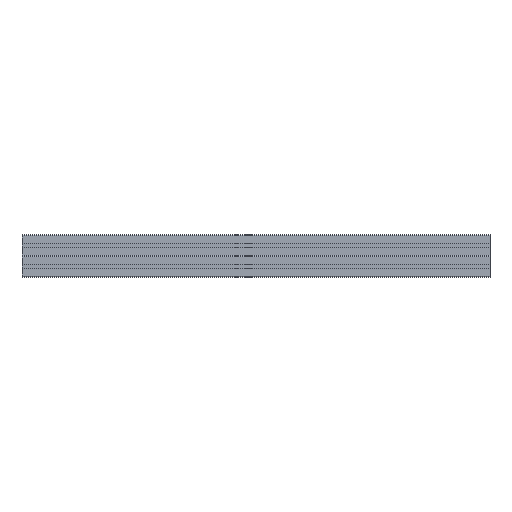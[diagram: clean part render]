
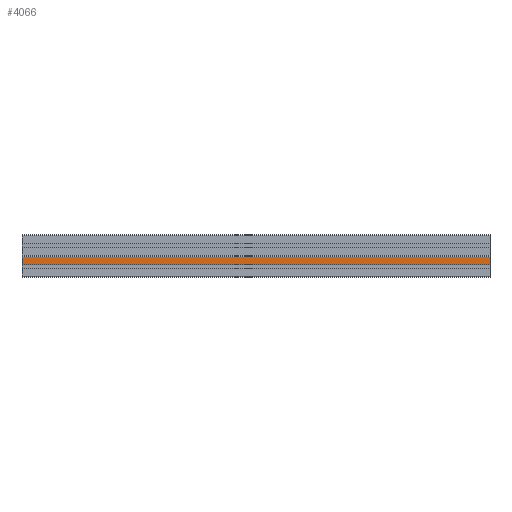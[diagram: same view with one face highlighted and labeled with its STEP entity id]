
A CAD part, front view. The second image highlights one B-rep face of the part: STEP entity #4066.
In plain terms, the highlighted planar face has unit normal (0, -1, 0).
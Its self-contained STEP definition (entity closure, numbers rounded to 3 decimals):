
#113=PLANE('',#4401);
#302=FACE_OUTER_BOUND('',#505,.T.);
#505=EDGE_LOOP('',(#3207,#3208,#3209,#3210));
#882=LINE('',#6514,#1327);
#883=LINE('',#6517,#1328);
#884=LINE('',#6519,#1329);
#885=LINE('',#6520,#1330);
#1327=VECTOR('',#5332,1.);
#1328=VECTOR('',#5335,1.);
#1329=VECTOR('',#5336,1.);
#1330=VECTOR('',#5337,1.);
#1918=VERTEX_POINT('',#6510);
#1919=VERTEX_POINT('',#6512);
#1920=VERTEX_POINT('',#6516);
#1921=VERTEX_POINT('',#6518);
#2462=EDGE_CURVE('',#1918,#1919,#882,.T.);
#2463=EDGE_CURVE('',#1920,#1918,#883,.T.);
#2464=EDGE_CURVE('',#1921,#1919,#884,.T.);
#2465=EDGE_CURVE('',#1920,#1921,#885,.T.);
#3207=ORIENTED_EDGE('',*,*,#2463,.T.);
#3208=ORIENTED_EDGE('',*,*,#2462,.T.);
#3209=ORIENTED_EDGE('',*,*,#2464,.F.);
#3210=ORIENTED_EDGE('',*,*,#2465,.F.);
#4066=ADVANCED_FACE('',(#302),#113,.T.);
#4401=AXIS2_PLACEMENT_3D('',#6515,#5333,#5334);
#5332=DIRECTION('',(1.,0.,0.));
#5333=DIRECTION('center_axis',(0.,-1.,0.));
#5334=DIRECTION('ref_axis',(0.,0.,-1.));
#5335=DIRECTION('',(0.,0.,-1.));
#5336=DIRECTION('',(0.,0.,-1.));
#5337=DIRECTION('',(1.,0.,0.));
#6510=CARTESIAN_POINT('',(0.,0.,26.647));
#6512=CARTESIAN_POINT('',(1000.,0.,26.647));
#6514=CARTESIAN_POINT('',(0.,0.,26.647));
#6515=CARTESIAN_POINT('Origin',(0.,0.,42.984));
#6516=CARTESIAN_POINT('',(0.,0.,42.984));
#6517=CARTESIAN_POINT('',(0.,0.,42.984));
#6518=CARTESIAN_POINT('',(1000.,0.,42.984));
#6519=CARTESIAN_POINT('',(1000.,0.,42.984));
#6520=CARTESIAN_POINT('',(0.,0.,42.984));
